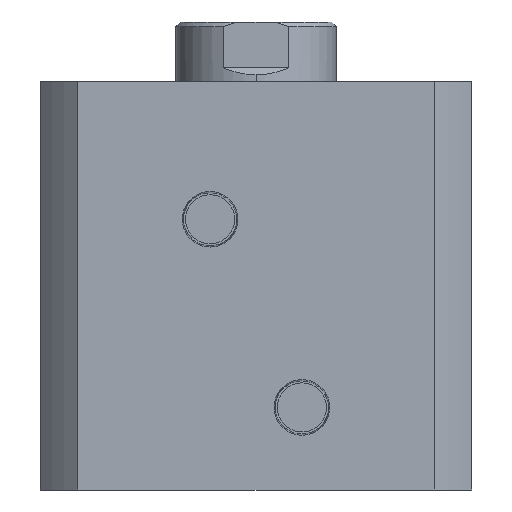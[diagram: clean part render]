
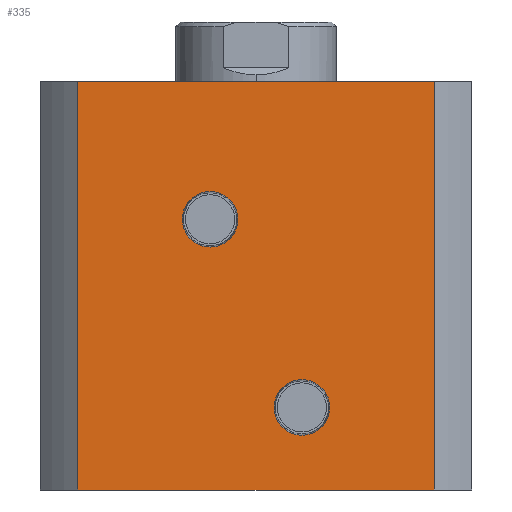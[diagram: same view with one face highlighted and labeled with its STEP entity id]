
A CAD part, left-side view. The second image highlights one B-rep face of the part: STEP entity #335.
In plain terms, the highlighted planar face has unit normal (-1, 0, 0).
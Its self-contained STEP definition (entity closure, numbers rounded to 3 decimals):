
#32 = FACE_OUTER_BOUND ( 'NONE', #3326, .T. ) ;
#35 = FACE_BOUND ( 'NONE', #3327, .T. ) ;
#38 = FACE_BOUND ( 'NONE', #3330, .T. ) ;
#113 = VERTEX_POINT ( 'NONE', #2030 ) ;
#116 = VERTEX_POINT ( 'NONE', #2033 ) ;
#183 = VERTEX_POINT ( 'NONE', #2140 ) ;
#201 = VERTEX_POINT ( 'NONE', #2158 ) ;
#335 = ADVANCED_FACE ( 'NONE', ( #38, #35, #32 ), #2411, .F. ) ;
#535 = CARTESIAN_POINT ( 'NONE',  ( -47., 38.884, 89. ) ) ;
#545 = CARTESIAN_POINT ( 'NONE',  ( -47., -38.884, 89. ) ) ;
#548 = CARTESIAN_POINT ( 'NONE',  ( -47., -38.884, 0. ) ) ;
#552 = CARTESIAN_POINT ( 'NONE',  ( -47., 38.884, 0. ) ) ;
#1213 = LINE ( 'NONE', #1493, #1215 ) ;
#1214 = CIRCLE ( 'NONE', #3606, 6.06 ) ;
#1215 = VECTOR ( 'NONE', #1487, 1000. ) ;
#1216 = CIRCLE ( 'NONE', #3605, 6.06 ) ;
#1217 = LINE ( 'NONE', #1508, #1220 ) ;
#1218 = LINE ( 'NONE', #1507, #1224 ) ;
#1219 = LINE ( 'NONE', #1512, #1222 ) ;
#1220 = VECTOR ( 'NONE', #1496, 1000. ) ;
#1222 = VECTOR ( 'NONE', #1514, 1000. ) ;
#1224 = VECTOR ( 'NONE', #1515, 1000. ) ;
#1303 = CIRCLE ( 'NONE', #3613, 6.06 ) ;
#1315 = CIRCLE ( 'NONE', #3617, 6.06 ) ;
#1487 = DIRECTION ( 'NONE',  ( 0., 0., -1. ) ) ;
#1493 = CARTESIAN_POINT ( 'NONE',  ( -47., 38.884, 89. ) ) ;
#1496 = DIRECTION ( 'NONE',  ( 0., -1., 0. ) ) ;
#1504 = CARTESIAN_POINT ( 'NONE',  ( -47., 10., 59. ) ) ;
#1505 = DIRECTION ( 'NONE',  ( -1., 0., 0. ) ) ;
#1506 = DIRECTION ( 'NONE',  ( 0., 0., 1. ) ) ;
#1507 = CARTESIAN_POINT ( 'NONE',  ( -47., 0., 89. ) ) ;
#1508 = CARTESIAN_POINT ( 'NONE',  ( -47., 0., 0. ) ) ;
#1509 = CARTESIAN_POINT ( 'NONE',  ( -47., -10., 18. ) ) ;
#1510 = DIRECTION ( 'NONE',  ( -1., 0., 0. ) ) ;
#1511 = DIRECTION ( 'NONE',  ( 0., 0., 1. ) ) ;
#1512 = CARTESIAN_POINT ( 'NONE',  ( -47., -38.884, 89. ) ) ;
#1514 = DIRECTION ( 'NONE',  ( 0., 0., -1. ) ) ;
#1515 = DIRECTION ( 'NONE',  ( 0., -1., 0. ) ) ;
#1617 = CARTESIAN_POINT ( 'NONE',  ( -47., 10., 59. ) ) ;
#1618 = DIRECTION ( 'NONE',  ( -1., 0., 0. ) ) ;
#1619 = DIRECTION ( 'NONE',  ( 0., 0., 1. ) ) ;
#1637 = CARTESIAN_POINT ( 'NONE',  ( -47., -10., 18. ) ) ;
#1638 = DIRECTION ( 'NONE',  ( -1., 0., 0. ) ) ;
#1639 = DIRECTION ( 'NONE',  ( 0., 0., 1. ) ) ;
#2030 = CARTESIAN_POINT ( 'NONE',  ( -47., 10., 52.94 ) ) ;
#2033 = CARTESIAN_POINT ( 'NONE',  ( -47., -10., 11.94 ) ) ;
#2140 = CARTESIAN_POINT ( 'NONE',  ( -47., 10., 65.06 ) ) ;
#2158 = CARTESIAN_POINT ( 'NONE',  ( -47., -10., 24.06 ) ) ;
#2406 = DIRECTION ( 'NONE',  ( 1., 0., 0. ) ) ;
#2409 = CARTESIAN_POINT ( 'NONE',  ( -47., 0., 89. ) ) ;
#2411 = PLANE ( 'NONE',  #3504 ) ;
#2413 = DIRECTION ( 'NONE',  ( 0., 1., 0. ) ) ;
#2656 = VERTEX_POINT ( 'NONE', #535 ) ;
#2659 = VERTEX_POINT ( 'NONE', #545 ) ;
#2662 = VERTEX_POINT ( 'NONE', #548 ) ;
#2666 = VERTEX_POINT ( 'NONE', #552 ) ;
#3097 = ORIENTED_EDGE ( 'NONE', *, *, #3241, .F. ) ;
#3098 = ORIENTED_EDGE ( 'NONE', *, *, #3368, .F. ) ;
#3099 = ORIENTED_EDGE ( 'NONE', *, *, #3242, .F. ) ;
#3100 = ORIENTED_EDGE ( 'NONE', *, *, #3376, .F. ) ;
#3101 = ORIENTED_EDGE ( 'NONE', *, *, #3243, .T. ) ;
#3102 = ORIENTED_EDGE ( 'NONE', *, *, #3244, .F. ) ;
#3103 = ORIENTED_EDGE ( 'NONE', *, *, #3245, .F. ) ;
#3118 = ORIENTED_EDGE ( 'NONE', *, *, #3239, .T. ) ;
#3239 = EDGE_CURVE ( 'NONE', #2656, #2666, #1213, .T. ) ;
#3241 = EDGE_CURVE ( 'NONE', #183, #113, #1216, .T. ) ;
#3242 = EDGE_CURVE ( 'NONE', #201, #116, #1214, .T. ) ;
#3243 = EDGE_CURVE ( 'NONE', #2666, #2662, #1217, .T. ) ;
#3244 = EDGE_CURVE ( 'NONE', #2659, #2662, #1219, .T. ) ;
#3245 = EDGE_CURVE ( 'NONE', #2656, #2659, #1218, .T. ) ;
#3326 = EDGE_LOOP ( 'NONE', ( #3101, #3102, #3103, #3118 ) ) ;
#3327 = EDGE_LOOP ( 'NONE', ( #3099, #3100 ) ) ;
#3330 = EDGE_LOOP ( 'NONE', ( #3097, #3098 ) ) ;
#3368 = EDGE_CURVE ( 'NONE', #113, #183, #1303, .T. ) ;
#3376 = EDGE_CURVE ( 'NONE', #116, #201, #1315, .T. ) ;
#3504 = AXIS2_PLACEMENT_3D ( 'NONE', #2409, #2406, #2413 ) ;
#3605 = AXIS2_PLACEMENT_3D ( 'NONE', #1504, #1505, #1506 ) ;
#3606 = AXIS2_PLACEMENT_3D ( 'NONE', #1509, #1510, #1511 ) ;
#3613 = AXIS2_PLACEMENT_3D ( 'NONE', #1617, #1618, #1619 ) ;
#3617 = AXIS2_PLACEMENT_3D ( 'NONE', #1637, #1638, #1639 ) ;
